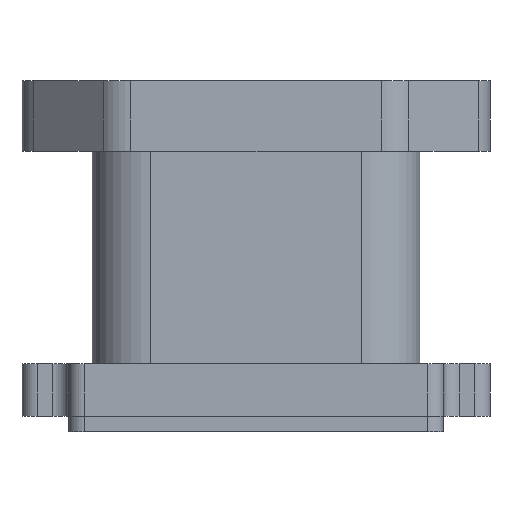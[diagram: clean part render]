
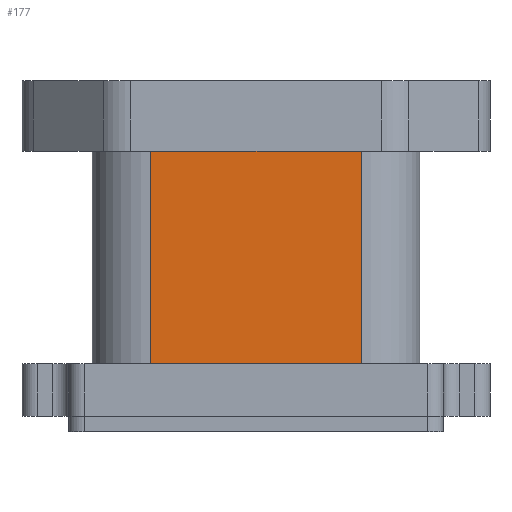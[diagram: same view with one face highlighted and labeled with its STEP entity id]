
A CAD part, left-side view. The second image highlights one B-rep face of the part: STEP entity #177.
In plain terms, the highlighted planar face has unit normal (-1, 0, 0).
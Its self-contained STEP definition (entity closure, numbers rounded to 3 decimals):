
#177 = ADVANCED_FACE('',(#178),#212,.F.);
#178 = FACE_BOUND('',#179,.T.);
#179 = EDGE_LOOP('',(#180,#190,#198,#206));
#180 = ORIENTED_EDGE('',*,*,#181,.T.);
#181 = EDGE_CURVE('',#182,#184,#186,.T.);
#182 = VERTEX_POINT('',#183);
#183 = CARTESIAN_POINT('',(-2.1,1.35,0.875));
#184 = VERTEX_POINT('',#185);
#185 = CARTESIAN_POINT('',(-2.1,-1.35,0.875));
#186 = LINE('',#187,#188);
#187 = CARTESIAN_POINT('',(-2.1,-2.1,0.875));
#188 = VECTOR('',#189,1.);
#189 = DIRECTION('',(-0.,-1.,-0.));
#190 = ORIENTED_EDGE('',*,*,#191,.T.);
#191 = EDGE_CURVE('',#184,#192,#194,.T.);
#192 = VERTEX_POINT('',#193);
#193 = CARTESIAN_POINT('',(-2.1,-1.35,3.6));
#194 = LINE('',#195,#196);
#195 = CARTESIAN_POINT('',(-2.1,-1.35,9.54));
#196 = VECTOR('',#197,1.);
#197 = DIRECTION('',(0.,0.,1.));
#198 = ORIENTED_EDGE('',*,*,#199,.F.);
#199 = EDGE_CURVE('',#200,#192,#202,.T.);
#200 = VERTEX_POINT('',#201);
#201 = CARTESIAN_POINT('',(-2.1,1.35,3.6));
#202 = LINE('',#203,#204);
#203 = CARTESIAN_POINT('',(-2.1,-2.1,3.6));
#204 = VECTOR('',#205,1.);
#205 = DIRECTION('',(0.,-1.,0.));
#206 = ORIENTED_EDGE('',*,*,#207,.T.);
#207 = EDGE_CURVE('',#200,#182,#208,.T.);
#208 = LINE('',#209,#210);
#209 = CARTESIAN_POINT('',(-2.1,1.35,9.54));
#210 = VECTOR('',#211,1.);
#211 = DIRECTION('',(0.,0.,-1.));
#212 = PLANE('',#213);
#213 = AXIS2_PLACEMENT_3D('',#214,#215,#216);
#214 = CARTESIAN_POINT('',(-2.1,-2.1,9.54));
#215 = DIRECTION('',(1.,0.,0.));
#216 = DIRECTION('',(0.,0.,-1.));
